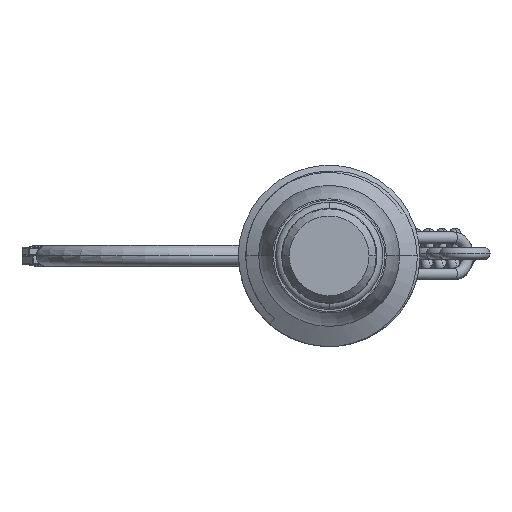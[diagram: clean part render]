
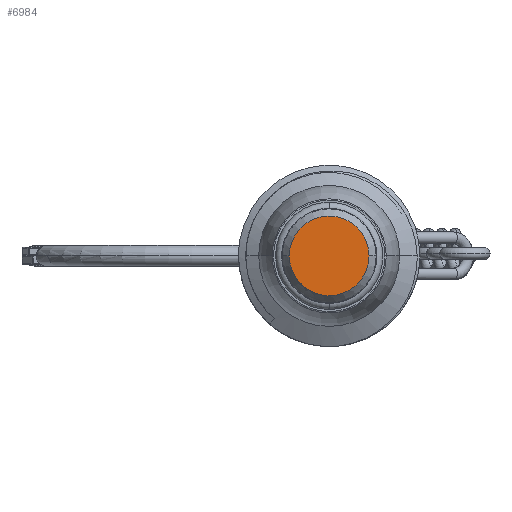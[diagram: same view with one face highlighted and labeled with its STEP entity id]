
A CAD part, left-side view. The second image highlights one B-rep face of the part: STEP entity #6984.
In plain terms, the highlighted planar face has unit normal (-1, 0, 0).
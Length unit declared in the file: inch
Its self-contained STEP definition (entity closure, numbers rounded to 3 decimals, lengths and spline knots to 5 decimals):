
#459 = CARTESIAN_POINT ( 'NONE',  ( -1.0025, -0.21027, 0. ) ) ;
#460 = DIRECTION ( 'NONE',  ( -1., 0., 0. ) ) ;
#1448 = CIRCLE ( 'NONE', #7725, 0.21027 ) ;
#2389 = VERTEX_POINT ( 'NONE', #5116 ) ;
#2699 = VERTEX_POINT ( 'NONE', #459 ) ;
#3090 = FACE_OUTER_BOUND ( 'NONE', #5231, .T. ) ;
#4593 = DIRECTION ( 'NONE',  ( 0., -1., 0. ) ) ;
#5029 = AXIS2_PLACEMENT_3D ( 'NONE', #6941, #6904, #7789 ) ;
#5116 = CARTESIAN_POINT ( 'NONE',  ( -1.0025, 0.21027, 0. ) ) ;
#5224 = CIRCLE ( 'NONE', #5029, 0.21027 ) ;
#5231 = EDGE_LOOP ( 'NONE', ( #6225, #7819 ) ) ;
#5251 = PLANE ( 'NONE',  #9813 ) ;
#5739 = EDGE_CURVE ( 'NONE', #2699, #2389, #1448, .T. ) ;
#6225 = ORIENTED_EDGE ( 'NONE', *, *, #6943, .F. ) ;
#6437 = CARTESIAN_POINT ( 'NONE',  ( -1.0025, 0., 0. ) ) ;
#6507 = DIRECTION ( 'NONE',  ( 1., 0., 0. ) ) ;
#6904 = DIRECTION ( 'NONE',  ( 1., 0., 0. ) ) ;
#6941 = CARTESIAN_POINT ( 'NONE',  ( -1.0025, 0., 0. ) ) ;
#6943 = EDGE_CURVE ( 'NONE', #2389, #2699, #5224, .T. ) ;
#6984 = ADVANCED_FACE ( 'NONE', ( #3090 ), #5251, .T. ) ;
#7676 = CARTESIAN_POINT ( 'NONE',  ( -1.0025, 0., 0. ) ) ;
#7725 = AXIS2_PLACEMENT_3D ( 'NONE', #6437, #6507, #8094 ) ;
#7789 = DIRECTION ( 'NONE',  ( 0., 1., 0. ) ) ;
#7819 = ORIENTED_EDGE ( 'NONE', *, *, #5739, .F. ) ;
#8094 = DIRECTION ( 'NONE',  ( 0., 1., 0. ) ) ;
#9813 = AXIS2_PLACEMENT_3D ( 'NONE', #7676, #460, #4593 ) ;
